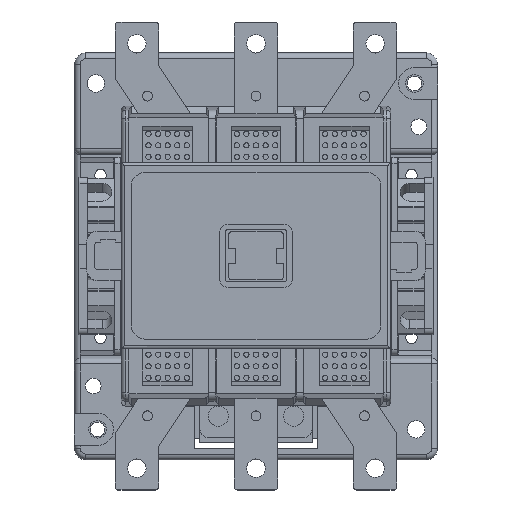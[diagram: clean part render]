
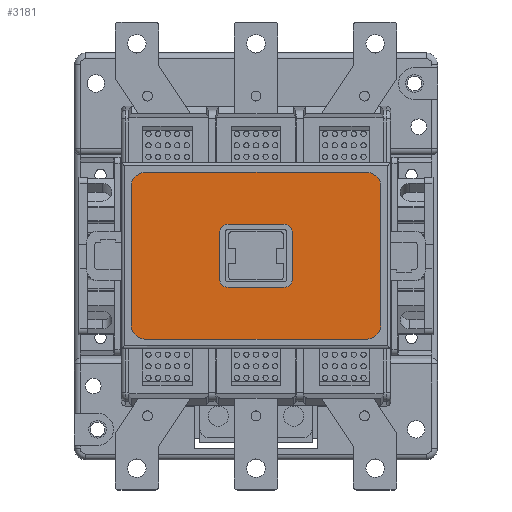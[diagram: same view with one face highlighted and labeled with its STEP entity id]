
A CAD part, top view. The second image highlights one B-rep face of the part: STEP entity #3181.
In plain terms, the highlighted planar face has unit normal (0, 0, 1).
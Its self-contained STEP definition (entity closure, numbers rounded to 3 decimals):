
#65 = DIRECTION ( 'NONE',  ( 0., -1., 0. ) ) ;
#328 = EDGE_CURVE ( 'NONE', #40224, #16766, #7020, .T. ) ;
#480 = DIRECTION ( 'NONE',  ( 0., 0., 1. ) ) ;
#1537 = VECTOR ( 'NONE', #28327, 1000. ) ;
#1864 = ORIENTED_EDGE ( 'NONE', *, *, #31347, .T. ) ;
#3181 = ADVANCED_FACE ( 'NONE', ( #18206, #4865 ), #31369, .F. ) ;
#3369 = EDGE_CURVE ( 'NONE', #24662, #5599, #29839, .T. ) ;
#3717 = CARTESIAN_POINT ( 'NONE',  ( -9.6, -10.9, 138.5 ) ) ;
#4463 = VECTOR ( 'NONE', #20537, 1000. ) ;
#4508 = ORIENTED_EDGE ( 'NONE', *, *, #6700, .F. ) ;
#4684 = LINE ( 'NONE', #37023, #13509 ) ;
#4713 = EDGE_CURVE ( 'NONE', #36460, #33399, #25493, .T. ) ;
#4859 = ORIENTED_EDGE ( 'NONE', *, *, #3369, .F. ) ;
#4865 = FACE_OUTER_BOUND ( 'NONE', #9418, .T. ) ;
#5104 = VERTEX_POINT ( 'NONE', #32368 ) ;
#5372 = LINE ( 'NONE', #34896, #9738 ) ;
#5599 = VERTEX_POINT ( 'NONE', #27957 ) ;
#5733 = DIRECTION ( 'NONE',  ( -1., 0., 0. ) ) ;
#6700 = EDGE_CURVE ( 'NONE', #14958, #32535, #4684, .T. ) ;
#6751 = DIRECTION ( 'NONE',  ( -1., 0., 0. ) ) ;
#6849 = AXIS2_PLACEMENT_3D ( 'NONE', #30454, #10415, #6751 ) ;
#7020 = CIRCLE ( 'NONE', #18021, 5. ) ;
#7116 = ORIENTED_EDGE ( 'NONE', *, *, #13984, .T. ) ;
#7155 = ORIENTED_EDGE ( 'NONE', *, *, #13842, .F. ) ;
#7458 = DIRECTION ( 'NONE',  ( -1., 0., 0. ) ) ;
#7627 = AXIS2_PLACEMENT_3D ( 'NONE', #23850, #30533, #33762 ) ;
#7885 = DIRECTION ( 'NONE',  ( 0., 0., 1. ) ) ;
#8277 = EDGE_CURVE ( 'NONE', #13077, #5104, #27328, .T. ) ;
#8508 = VERTEX_POINT ( 'NONE', #37818 ) ;
#9094 = EDGE_CURVE ( 'NONE', #8508, #12631, #30676, .T. ) ;
#9323 = CARTESIAN_POINT ( 'NONE',  ( -43., -23.7, 138.5 ) ) ;
#9418 = EDGE_LOOP ( 'NONE', ( #11960, #32378, #18217, #24383, #1864, #25927, #41612, #37975 ) ) ;
#9738 = VECTOR ( 'NONE', #10627, 1000. ) ;
#9961 = AXIS2_PLACEMENT_3D ( 'NONE', #16260, #12397, #5733 ) ;
#10176 = DIRECTION ( 'NONE',  ( -1., 0., 0. ) ) ;
#10209 = CIRCLE ( 'NONE', #33588, 2.9 ) ;
#10415 = DIRECTION ( 'NONE',  ( 0., 0., -1. ) ) ;
#10484 = CARTESIAN_POINT ( 'NONE',  ( 38., -23.7, 138.5 ) ) ;
#10607 = CARTESIAN_POINT ( 'NONE',  ( 43., -28.7, 138.5 ) ) ;
#10627 = DIRECTION ( 'NONE',  ( 1., 0., 0. ) ) ;
#11136 = VECTOR ( 'NONE', #37136, 1000. ) ;
#11197 = CIRCLE ( 'NONE', #23568, 5. ) ;
#11868 = VERTEX_POINT ( 'NONE', #15336 ) ;
#11960 = ORIENTED_EDGE ( 'NONE', *, *, #9094, .T. ) ;
#12397 = DIRECTION ( 'NONE',  ( 0., 0., -1. ) ) ;
#12631 = VERTEX_POINT ( 'NONE', #9323 ) ;
#13077 = VERTEX_POINT ( 'NONE', #20193 ) ;
#13509 = VECTOR ( 'NONE', #30554, 1000. ) ;
#13644 = CARTESIAN_POINT ( 'NONE',  ( -43., -28.7, 138.5 ) ) ;
#13668 = VERTEX_POINT ( 'NONE', #38020 ) ;
#13746 = CARTESIAN_POINT ( 'NONE',  ( -12.5, 8., 138.5 ) ) ;
#13842 = EDGE_CURVE ( 'NONE', #41168, #33399, #29811, .T. ) ;
#13984 = EDGE_CURVE ( 'NONE', #14958, #5599, #10209, .T. ) ;
#14337 = CARTESIAN_POINT ( 'NONE',  ( 0., 0., 138.5 ) ) ;
#14958 = VERTEX_POINT ( 'NONE', #16838 ) ;
#15007 = CARTESIAN_POINT ( 'NONE',  ( 43., 23.7, 138.5 ) ) ;
#15024 = EDGE_LOOP ( 'NONE', ( #4859, #22391, #40991, #35448, #7155, #16089, #4508, #7116 ) ) ;
#15253 = AXIS2_PLACEMENT_3D ( 'NONE', #14337, #28996, #24912 ) ;
#15336 = CARTESIAN_POINT ( 'NONE',  ( -38., -28.7, 138.5 ) ) ;
#16089 = ORIENTED_EDGE ( 'NONE', *, *, #16803, .T. ) ;
#16260 = CARTESIAN_POINT ( 'NONE',  ( 9.6, -8., 138.5 ) ) ;
#16562 = CIRCLE ( 'NONE', #34450, 5. ) ;
#16678 = CARTESIAN_POINT ( 'NONE',  ( -38., -23.7, 138.5 ) ) ;
#16766 = VERTEX_POINT ( 'NONE', #18230 ) ;
#16803 = EDGE_CURVE ( 'NONE', #41168, #32535, #25437, .T. ) ;
#16838 = CARTESIAN_POINT ( 'NONE',  ( 9.6, 10.9, 138.5 ) ) ;
#17093 = DIRECTION ( 'NONE',  ( 0., 0., 1. ) ) ;
#17489 = DIRECTION ( 'NONE',  ( 0., 0., -1. ) ) ;
#18021 = AXIS2_PLACEMENT_3D ( 'NONE', #20266, #25897, #36014 ) ;
#18101 = CARTESIAN_POINT ( 'NONE',  ( 9.6, -10.9, 138.5 ) ) ;
#18206 = FACE_BOUND ( 'NONE', #15024, .T. ) ;
#18217 = ORIENTED_EDGE ( 'NONE', *, *, #18553, .T. ) ;
#18230 = CARTESIAN_POINT ( 'NONE',  ( 38., 28.7, 138.5 ) ) ;
#18516 = EDGE_CURVE ( 'NONE', #36460, #22576, #5372, .T. ) ;
#18553 = EDGE_CURVE ( 'NONE', #11868, #13077, #40167, .T. ) ;
#19122 = EDGE_CURVE ( 'NONE', #16766, #13668, #38222, .T. ) ;
#19686 = CARTESIAN_POINT ( 'NONE',  ( 12.5, -10.9, 138.5 ) ) ;
#20193 = CARTESIAN_POINT ( 'NONE',  ( 38., -28.7, 138.5 ) ) ;
#20266 = CARTESIAN_POINT ( 'NONE',  ( 38., 23.7, 138.5 ) ) ;
#20289 = DIRECTION ( 'NONE',  ( 0., 1., 0. ) ) ;
#20537 = DIRECTION ( 'NONE',  ( 0., -1., 0. ) ) ;
#20762 = VECTOR ( 'NONE', #33067, 1000. ) ;
#22391 = ORIENTED_EDGE ( 'NONE', *, *, #28589, .T. ) ;
#22576 = VERTEX_POINT ( 'NONE', #18101 ) ;
#23568 = AXIS2_PLACEMENT_3D ( 'NONE', #26998, #480, #10176 ) ;
#23572 = CARTESIAN_POINT ( 'NONE',  ( -43., -28.7, 138.5 ) ) ;
#23850 = CARTESIAN_POINT ( 'NONE',  ( -9.6, -8., 138.5 ) ) ;
#24196 = CARTESIAN_POINT ( 'NONE',  ( 9.6, 8., 138.5 ) ) ;
#24325 = EDGE_CURVE ( 'NONE', #12631, #11868, #16562, .T. ) ;
#24383 = ORIENTED_EDGE ( 'NONE', *, *, #8277, .T. ) ;
#24549 = AXIS2_PLACEMENT_3D ( 'NONE', #10484, #7885, #7458 ) ;
#24662 = VERTEX_POINT ( 'NONE', #29306 ) ;
#24877 = CARTESIAN_POINT ( 'NONE',  ( -43., 28.7, 138.5 ) ) ;
#24912 = DIRECTION ( 'NONE',  ( -1., 0., 0. ) ) ;
#25437 = CIRCLE ( 'NONE', #6849, 2.9 ) ;
#25493 = CIRCLE ( 'NONE', #7627, 2.9 ) ;
#25897 = DIRECTION ( 'NONE',  ( 0., 0., 1. ) ) ;
#25927 = ORIENTED_EDGE ( 'NONE', *, *, #328, .T. ) ;
#25929 = EDGE_CURVE ( 'NONE', #13668, #8508, #11197, .T. ) ;
#25937 = CARTESIAN_POINT ( 'NONE',  ( -12.5, -10.9, 138.5 ) ) ;
#26998 = CARTESIAN_POINT ( 'NONE',  ( -38., 23.7, 138.5 ) ) ;
#27328 = CIRCLE ( 'NONE', #24549, 5. ) ;
#27850 = DIRECTION ( 'NONE',  ( -1., 0., 0. ) ) ;
#27957 = CARTESIAN_POINT ( 'NONE',  ( 12.5, 8., 138.5 ) ) ;
#28327 = DIRECTION ( 'NONE',  ( -1., 0., 0. ) ) ;
#28589 = EDGE_CURVE ( 'NONE', #24662, #22576, #38178, .T. ) ;
#28996 = DIRECTION ( 'NONE',  ( 0., 0., -1. ) ) ;
#29306 = CARTESIAN_POINT ( 'NONE',  ( 12.5, -8., 138.5 ) ) ;
#29811 = LINE ( 'NONE', #25937, #40453 ) ;
#29839 = LINE ( 'NONE', #19686, #20762 ) ;
#30012 = LINE ( 'NONE', #10607, #30146 ) ;
#30049 = DIRECTION ( 'NONE',  ( -1., 0., 0. ) ) ;
#30146 = VECTOR ( 'NONE', #20289, 1000. ) ;
#30454 = CARTESIAN_POINT ( 'NONE',  ( -9.6, 8., 138.5 ) ) ;
#30533 = DIRECTION ( 'NONE',  ( 0., 0., -1. ) ) ;
#30554 = DIRECTION ( 'NONE',  ( -1., 0., 0. ) ) ;
#30676 = LINE ( 'NONE', #13644, #4463 ) ;
#31347 = EDGE_CURVE ( 'NONE', #5104, #40224, #30012, .T. ) ;
#31369 = PLANE ( 'NONE',  #15253 ) ;
#32368 = CARTESIAN_POINT ( 'NONE',  ( 43., -23.7, 138.5 ) ) ;
#32378 = ORIENTED_EDGE ( 'NONE', *, *, #24325, .T. ) ;
#32535 = VERTEX_POINT ( 'NONE', #41634 ) ;
#33067 = DIRECTION ( 'NONE',  ( 0., 1., 0. ) ) ;
#33399 = VERTEX_POINT ( 'NONE', #38090 ) ;
#33588 = AXIS2_PLACEMENT_3D ( 'NONE', #24196, #17489, #27850 ) ;
#33762 = DIRECTION ( 'NONE',  ( -1., 0., 0. ) ) ;
#34450 = AXIS2_PLACEMENT_3D ( 'NONE', #16678, #17093, #30049 ) ;
#34896 = CARTESIAN_POINT ( 'NONE',  ( -12.5, -10.9, 138.5 ) ) ;
#35448 = ORIENTED_EDGE ( 'NONE', *, *, #4713, .T. ) ;
#36014 = DIRECTION ( 'NONE',  ( -1., 0., 0. ) ) ;
#36460 = VERTEX_POINT ( 'NONE', #3717 ) ;
#37023 = CARTESIAN_POINT ( 'NONE',  ( -12.5, 10.9, 138.5 ) ) ;
#37136 = DIRECTION ( 'NONE',  ( 1., 0., 0. ) ) ;
#37818 = CARTESIAN_POINT ( 'NONE',  ( -43., 23.7, 138.5 ) ) ;
#37975 = ORIENTED_EDGE ( 'NONE', *, *, #25929, .T. ) ;
#38020 = CARTESIAN_POINT ( 'NONE',  ( -38., 28.7, 138.5 ) ) ;
#38090 = CARTESIAN_POINT ( 'NONE',  ( -12.5, -8., 138.5 ) ) ;
#38178 = CIRCLE ( 'NONE', #9961, 2.9 ) ;
#38222 = LINE ( 'NONE', #24877, #1537 ) ;
#40167 = LINE ( 'NONE', #23572, #11136 ) ;
#40224 = VERTEX_POINT ( 'NONE', #15007 ) ;
#40453 = VECTOR ( 'NONE', #65, 1000. ) ;
#40991 = ORIENTED_EDGE ( 'NONE', *, *, #18516, .F. ) ;
#41168 = VERTEX_POINT ( 'NONE', #13746 ) ;
#41612 = ORIENTED_EDGE ( 'NONE', *, *, #19122, .T. ) ;
#41634 = CARTESIAN_POINT ( 'NONE',  ( -9.6, 10.9, 138.5 ) ) ;
